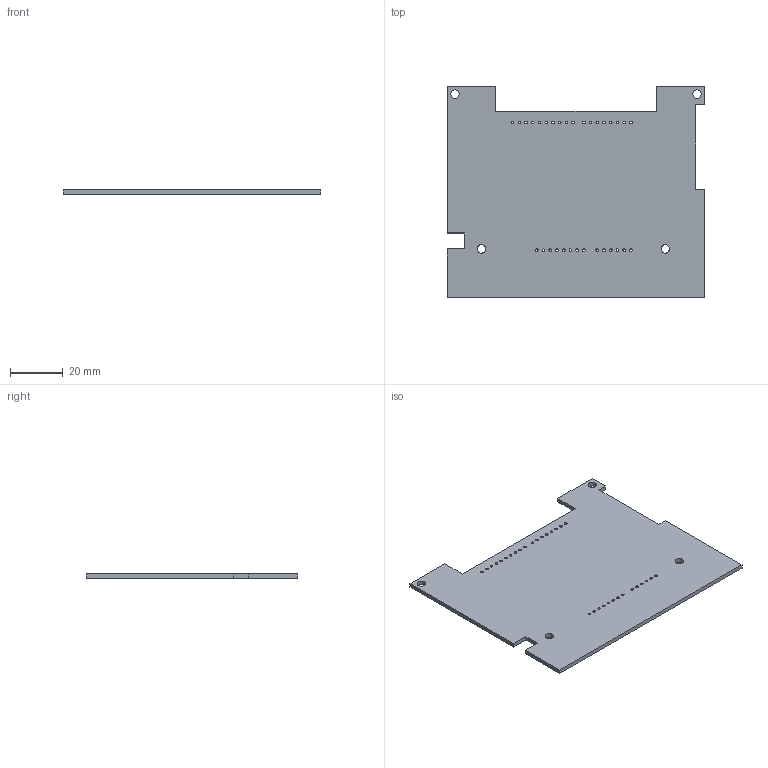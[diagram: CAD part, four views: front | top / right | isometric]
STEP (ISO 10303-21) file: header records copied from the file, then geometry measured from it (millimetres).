
FILE_DESCRIPTION(('KiCad electronic assembly'),'2;1');
FILE_NAME('DE10-lite_shield.step','2023-05-29T18:44:01',('Pcbnew'),( 'Kicad'),'Open CASCADE STEP processor 7.6','KiCad to STEP converter' ,'Unknown');
FILE_SCHEMA(('AUTOMOTIVE_DESIGN { 1 0 10303 214 1 1 1 1 }'));
Length unit declared in the file: millimetre
Products named in the file (2): DE10-lite_shield 1; PCB
Assembly tree (1 placements, depth 2):
  DE10-lite_shield 1
    PCB
Bounding box: 97.5 x 80 x 1.6 mm (x, y, z)
Volume: 11227.1 mm3; surface area: 14889.5 mm2
Topology: 1 solids, 1 shells, 54 faces, 156 edges, 104 vertices
Faces by surface type: cylinder 36, plane 18
Full cylindrical faces by diameter (mm): 1 x32, 3.2 x4
Entity records: 4247 total; most frequent: CARTESIAN_POINT 1060, DIRECTION 580, LINE 324, VECTOR 324, ORIENTED_EDGE 312, PCURVE 312, DEFINITIONAL_REPRESENTATION 312, EDGE_CURVE 156
